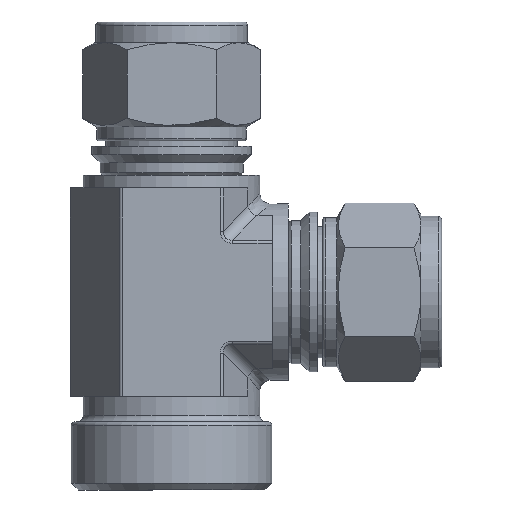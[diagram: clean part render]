
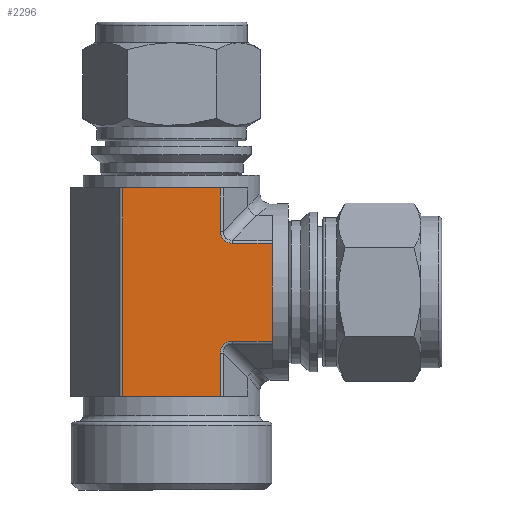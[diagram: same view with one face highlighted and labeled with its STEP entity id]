
A CAD part, left-side view. The second image highlights one B-rep face of the part: STEP entity #2296.
In plain terms, the highlighted planar face has unit normal (-1, 0, 0).
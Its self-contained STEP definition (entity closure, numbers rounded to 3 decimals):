
#23=ELLIPSE('',#2499,2.582,2.);
#30=ELLIPSE('',#2536,2.582,2.);
#399=FACE_OUTER_BOUND('',#567,.T.);
#567=EDGE_LOOP('',(#2049,#2050,#2051,#2052,#2053,#2054,#2055,#2056,#2057,
#2058,#2059,#2060,#2061));
#660=LINE('',#3812,#810);
#666=LINE('',#3825,#816);
#673=LINE('',#3888,#823);
#676=LINE('',#3895,#826);
#684=LINE('',#3983,#834);
#692=LINE('',#4076,#842);
#695=LINE('',#4083,#845);
#712=LINE('',#4190,#862);
#715=LINE('',#4200,#865);
#716=LINE('',#4205,#866);
#718=LINE('',#4212,#868);
#810=VECTOR('',#3019,10.);
#816=VECTOR('',#3029,10.);
#823=VECTOR('',#3074,10.);
#826=VECTOR('',#3081,10.);
#834=VECTOR('',#3119,10.);
#842=VECTOR('',#3167,10.);
#845=VECTOR('',#3174,10.);
#862=VECTOR('',#3273,10.);
#865=VECTOR('',#3286,10.);
#866=VECTOR('',#3295,10.);
#868=VECTOR('',#3307,10.);
#1037=VERTEX_POINT('',#3805);
#1040=VERTEX_POINT('',#3810);
#1045=VERTEX_POINT('',#3824);
#1052=VERTEX_POINT('',#3876);
#1053=VERTEX_POINT('',#3877);
#1057=VERTEX_POINT('',#3886);
#1058=VERTEX_POINT('',#3891);
#1069=VERTEX_POINT('',#3981);
#1079=VERTEX_POINT('',#4064);
#1080=VERTEX_POINT('',#4065);
#1084=VERTEX_POINT('',#4074);
#1085=VERTEX_POINT('',#4079);
#1105=VERTEX_POINT('',#4189);
#1308=EDGE_CURVE('',#1040,#1037,#660,.T.);
#1314=EDGE_CURVE('',#1037,#1045,#666,.T.);
#1328=EDGE_CURVE('',#1052,#1053,#23,.T.);
#1333=EDGE_CURVE('',#1057,#1052,#673,.T.);
#1337=EDGE_CURVE('',#1053,#1058,#676,.T.);
#1355=EDGE_CURVE('',#1069,#1057,#684,.T.);
#1372=EDGE_CURVE('',#1079,#1080,#30,.T.);
#1377=EDGE_CURVE('',#1084,#1079,#692,.T.);
#1381=EDGE_CURVE('',#1080,#1085,#695,.T.);
#1420=EDGE_CURVE('',#1058,#1105,#712,.T.);
#1426=EDGE_CURVE('',#1105,#1040,#715,.T.);
#1428=EDGE_CURVE('',#1085,#1069,#716,.T.);
#1430=EDGE_CURVE('',#1045,#1084,#718,.T.);
#2049=ORIENTED_EDGE('',*,*,#1308,.F.);
#2050=ORIENTED_EDGE('',*,*,#1426,.F.);
#2051=ORIENTED_EDGE('',*,*,#1420,.F.);
#2052=ORIENTED_EDGE('',*,*,#1337,.F.);
#2053=ORIENTED_EDGE('',*,*,#1328,.F.);
#2054=ORIENTED_EDGE('',*,*,#1333,.F.);
#2055=ORIENTED_EDGE('',*,*,#1355,.F.);
#2056=ORIENTED_EDGE('',*,*,#1428,.F.);
#2057=ORIENTED_EDGE('',*,*,#1381,.F.);
#2058=ORIENTED_EDGE('',*,*,#1372,.F.);
#2059=ORIENTED_EDGE('',*,*,#1377,.F.);
#2060=ORIENTED_EDGE('',*,*,#1430,.F.);
#2061=ORIENTED_EDGE('',*,*,#1314,.F.);
#2149=PLANE('',#2598);
#2296=ADVANCED_FACE('',(#399),#2149,.T.);
#2499=AXIS2_PLACEMENT_3D('',#3878,#3062,#3063);
#2536=AXIS2_PLACEMENT_3D('',#4066,#3155,#3156);
#2598=AXIS2_PLACEMENT_3D('',#4211,#3305,#3306);
#3019=DIRECTION('',(0.,0.,1.));
#3029=DIRECTION('',(0.,-1.,0.));
#3062=DIRECTION('center_axis',(-1.,0.,0.));
#3063=DIRECTION('ref_axis',(0.,0.707,0.707));
#3074=DIRECTION('',(0.,1.,0.));
#3081=DIRECTION('',(0.,0.,-1.));
#3119=DIRECTION('',(0.,0.,-1.));
#3155=DIRECTION('center_axis',(-1.,0.,0.));
#3156=DIRECTION('ref_axis',(0.,0.707,-0.707));
#3167=DIRECTION('',(0.,0.,-1.));
#3174=DIRECTION('',(0.,-1.,0.));
#3273=DIRECTION('',(0.,1.,0.));
#3286=DIRECTION('',(0.,1.,0.));
#3295=DIRECTION('',(0.,0.,-1.));
#3305=DIRECTION('center_axis',(-1.,0.,0.));
#3306=DIRECTION('ref_axis',(0.,-1.,0.));
#3307=DIRECTION('',(0.,-1.,0.));
#3805=CARTESIAN_POINT('',(-12.7,7.044,15.));
#3810=CARTESIAN_POINT('',(-12.7,7.044,-15.));
#3812=CARTESIAN_POINT('',(-12.7,7.044,0.));
#3824=CARTESIAN_POINT('',(-12.7,0.,15.));
#3825=CARTESIAN_POINT('',(-12.7,7.332,15.));
#3876=CARTESIAN_POINT('',(-12.7,-8.776,-7.044));
#3877=CARTESIAN_POINT('',(-12.7,-7.044,-8.776));
#3878=CARTESIAN_POINT('Origin',(-12.7,-9.353,-9.353));
#3886=CARTESIAN_POINT('',(-12.7,-14.5,-7.044));
#3888=CARTESIAN_POINT('',(-12.7,0.,-7.044));
#3891=CARTESIAN_POINT('',(-12.7,-7.044,-15.));
#3895=CARTESIAN_POINT('',(-12.7,-7.044,0.));
#3981=CARTESIAN_POINT('',(-12.7,-14.5,0.));
#3983=CARTESIAN_POINT('',(-12.7,-14.5,-7.332));
#4064=CARTESIAN_POINT('',(-12.7,-7.044,8.776));
#4065=CARTESIAN_POINT('',(-12.7,-8.776,7.044));
#4066=CARTESIAN_POINT('Origin',(-12.7,-9.353,9.353));
#4074=CARTESIAN_POINT('',(-12.7,-7.044,15.));
#4076=CARTESIAN_POINT('',(-12.7,-7.044,0.));
#4079=CARTESIAN_POINT('',(-12.7,-14.5,7.044));
#4083=CARTESIAN_POINT('',(-12.7,0.,7.044));
#4189=CARTESIAN_POINT('',(-12.7,0.,-15.));
#4190=CARTESIAN_POINT('',(-12.7,7.332,-15.));
#4200=CARTESIAN_POINT('',(-12.7,7.332,-15.));
#4205=CARTESIAN_POINT('',(-12.7,-14.5,-7.332));
#4211=CARTESIAN_POINT('Origin',(-12.7,0.,0.));
#4212=CARTESIAN_POINT('',(-12.7,7.332,15.));
